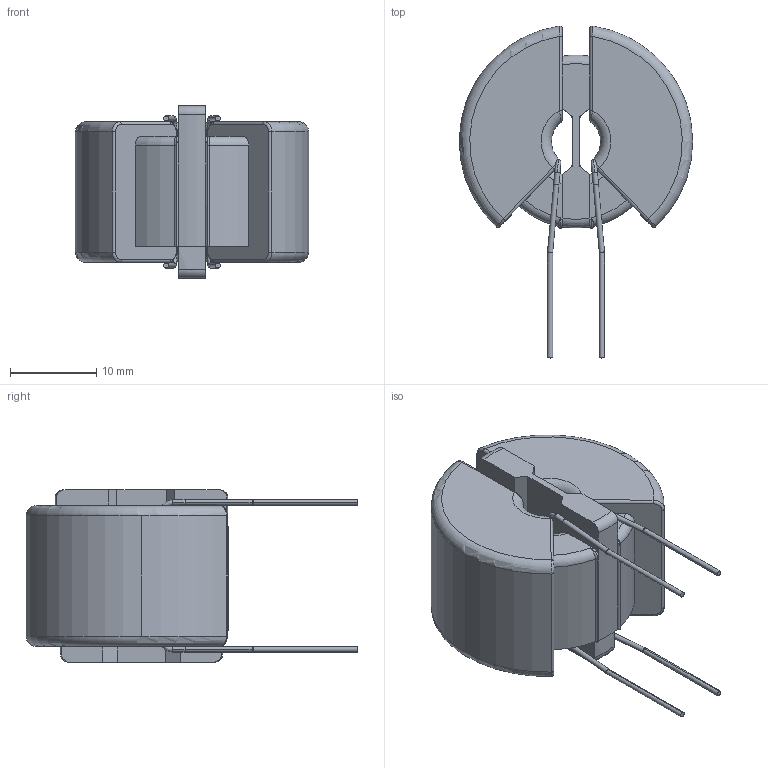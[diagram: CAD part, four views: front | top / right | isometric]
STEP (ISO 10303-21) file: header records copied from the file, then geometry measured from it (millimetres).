
FILE_DESCRIPTION (( 'STEP AP214' ), '1' );
FILE_NAME ('SC-02-500.STEP', '2019-01-30T02:01:53', ( '' ), ( '' ), 'SwSTEP 2.0', 'SolidWorks 2018', '' );
FILE_SCHEMA (( 'AUTOMOTIVE_DESIGN' ));
Length unit declared in the file: millimetre
Products named in the file (1): SC-02-500
Bounding box: 27 x 38.39 x 20 mm (x, y, z)
Volume: 7651.4 mm3; surface area: 4216.4 mm2
Topology: 1 solids, 1 shells, 209 faces, 605 edges, 397 vertices
Faces by surface type: cylinder 79, plane 62, torus 30, bspline 26, cone 12
Entity records: 12771 total; most frequent: CARTESIAN_POINT 5189, ORIENTED_EDGE 1210, DIRECTION 998, EDGE_CURVE 605, VERTEX_POINT 397, AXIS2_PLACEMENT_3D 384, VECTOR 230, LINE 230
